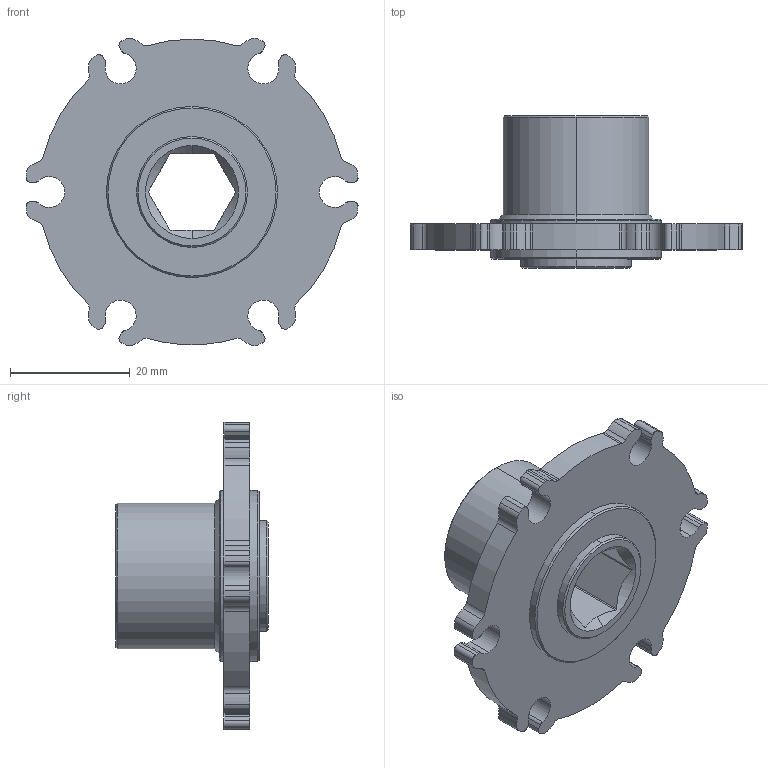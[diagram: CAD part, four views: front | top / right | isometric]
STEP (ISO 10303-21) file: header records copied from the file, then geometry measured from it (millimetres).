
FILE_DESCRIPTION (( 'STEP AP214' ), '1' );
FILE_NAME ('am-2568 500EX Hex Hub.STEP', '2021-12-30T21:01:34', ( '' ), ( '' ), 'SwSTEP 2.0', 'SolidWorks 2021', '' );
FILE_SCHEMA (( 'AUTOMOTIVE_DESIGN' ));
Length unit declared in the file: inch
Products named in the file (1): am-2568 500EX Hex Hub
Bounding box: 55.36 x 25.4 x 51.33 mm (x, y, z)
Volume: 14999.7 mm3; surface area: 7429.3 mm2
Topology: 1 solids, 1 shells, 149 faces, 419 edges, 276 vertices
Faces by surface type: cylinder 111, plane 24, cone 14
Entity records: 5101 total; most frequent: CARTESIAN_POINT 1041, DIRECTION 915, ORIENTED_EDGE 838, EDGE_CURVE 419, AXIS2_PLACEMENT_3D 374, VERTEX_POINT 276, CIRCLE 224, LINE 167
